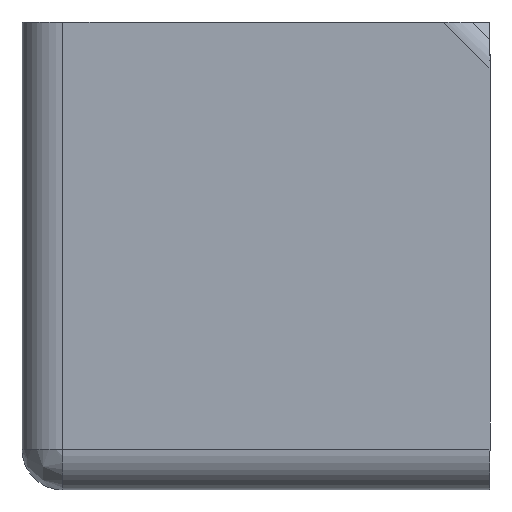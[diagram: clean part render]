
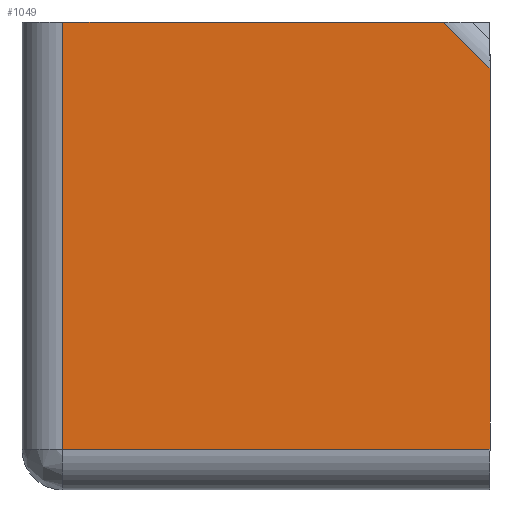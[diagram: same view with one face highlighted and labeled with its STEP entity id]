
A CAD part, front view. The second image highlights one B-rep face of the part: STEP entity #1049.
In plain terms, the highlighted planar face has unit normal (0, -1, 0).
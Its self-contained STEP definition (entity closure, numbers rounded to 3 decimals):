
#54 = CARTESIAN_POINT ( 'NONE',  ( 40., 0., 36.04 ) ) ;
#156 = CARTESIAN_POINT ( 'NONE',  ( 36.04, 0., 40. ) ) ;
#158 = ORIENTED_EDGE ( 'NONE', *, *, #2975, .F. ) ;
#161 = DIRECTION ( 'NONE',  ( 0.707, 0., -0.707 ) ) ;
#190 = CARTESIAN_POINT ( 'NONE',  ( 3.5, 0., 40. ) ) ;
#203 = DIRECTION ( 'NONE',  ( 0., 0., 1. ) ) ;
#229 = DIRECTION ( 'NONE',  ( 0., 0., -1. ) ) ;
#244 = CARTESIAN_POINT ( 'NONE',  ( 40., 0., 40. ) ) ;
#264 = ORIENTED_EDGE ( 'NONE', *, *, #2774, .F. ) ;
#461 = VERTEX_POINT ( 'NONE', #2877 ) ;
#472 = CARTESIAN_POINT ( 'NONE',  ( 3.5, 0., 40. ) ) ;
#495 = CARTESIAN_POINT ( 'NONE',  ( 0., 0., 3.5 ) ) ;
#515 = DIRECTION ( 'NONE',  ( -1., 0., 0. ) ) ;
#587 = EDGE_LOOP ( 'NONE', ( #1965, #983, #264, #1083, #158 ) ) ;
#718 = AXIS2_PLACEMENT_3D ( 'NONE', #1575, #1560, #1550 ) ;
#737 = DIRECTION ( 'NONE',  ( 1., 0., 0. ) ) ;
#770 = VERTEX_POINT ( 'NONE', #2055 ) ;
#771 = CARTESIAN_POINT ( 'NONE',  ( 0., 0., 40. ) ) ;
#919 = VERTEX_POINT ( 'NONE', #54 ) ;
#983 = ORIENTED_EDGE ( 'NONE', *, *, #2957, .F. ) ;
#1008 = CARTESIAN_POINT ( 'NONE',  ( 3.5, 0., 3.5 ) ) ;
#1049 = ADVANCED_FACE ( 'NONE', ( #2458 ), #1565, .F. ) ;
#1083 = ORIENTED_EDGE ( 'NONE', *, *, #2934, .F. ) ;
#1394 = VECTOR ( 'NONE', #161, 1000. ) ;
#1410 = LINE ( 'NONE', #156, #1394 ) ;
#1435 = VECTOR ( 'NONE', #203, 1000. ) ;
#1462 = LINE ( 'NONE', #190, #1435 ) ;
#1475 = VECTOR ( 'NONE', #229, 1000. ) ;
#1488 = LINE ( 'NONE', #244, #1475 ) ;
#1550 = DIRECTION ( 'NONE',  ( 0., 0., 1. ) ) ;
#1560 = DIRECTION ( 'NONE',  ( 0., 1., 0. ) ) ;
#1565 = PLANE ( 'NONE',  #718 ) ;
#1567 = VECTOR ( 'NONE', #515, 1000. ) ;
#1575 = CARTESIAN_POINT ( 'NONE',  ( 0., 0., 40. ) ) ;
#1587 = LINE ( 'NONE', #495, #1567 ) ;
#1619 = VECTOR ( 'NONE', #737, 1000. ) ;
#1644 = LINE ( 'NONE', #771, #1619 ) ;
#1965 = ORIENTED_EDGE ( 'NONE', *, *, #2640, .F. ) ;
#2055 = CARTESIAN_POINT ( 'NONE',  ( 40., 0., 3.5 ) ) ;
#2355 = VERTEX_POINT ( 'NONE', #1008 ) ;
#2458 = FACE_OUTER_BOUND ( 'NONE', #587, .T. ) ;
#2640 = EDGE_CURVE ( 'NONE', #2813, #461, #1644, .T. ) ;
#2774 = EDGE_CURVE ( 'NONE', #770, #2355, #1587, .T. ) ;
#2813 = VERTEX_POINT ( 'NONE', #472 ) ;
#2877 = CARTESIAN_POINT ( 'NONE',  ( 36.04, 0., 40. ) ) ;
#2934 = EDGE_CURVE ( 'NONE', #919, #770, #1488, .T. ) ;
#2957 = EDGE_CURVE ( 'NONE', #2355, #2813, #1462, .T. ) ;
#2975 = EDGE_CURVE ( 'NONE', #461, #919, #1410, .T. ) ;
